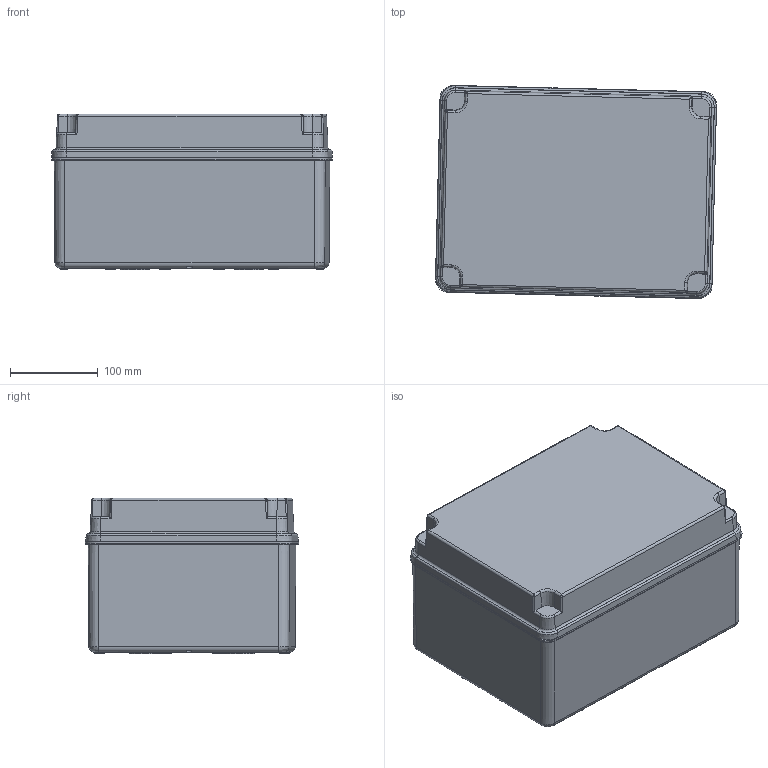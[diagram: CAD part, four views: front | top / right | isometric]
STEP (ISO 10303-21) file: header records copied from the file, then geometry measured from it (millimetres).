
FILE_DESCRIPTION((''),'2;1');
FILE_NAME('GW44119_ASM','2020-10-09T10:35:42',('user'),('Axiro Italia'),'CREO PARAMETRIC BY PTC INC, 2020074','CREO PARAMETRIC BY PTC INC, 2020074','');
FILE_SCHEMA(('CONFIG_CONTROL_DESIGN'));
Length unit declared in the file: millimetre
Products named in the file (3): 55910285E4XX_TAB_COPERCHIO_BASS; 55916357DXXX_FONDO_ALTO_CASS_IP; GW44119_ASM
Assembly tree (2 placements, depth 2):
  GW44119_ASM
    55910285E4XX_TAB_COPERCHIO_BASS
    55916357DXXX_FONDO_ALTO_CASS_IP
Bounding box: 321.06 x 243.58 x 178 mm (x, y, z)
Volume: 1314185 mm3; surface area: 712767.8 mm2
Topology: 2 solids, 2 shells, 1102 faces, 2940 edges, 1908 vertices
Faces by surface type: plane 742, cone 243, cylinder 57, bspline 36, torus 24
Entity records: 36170 total; most frequent: CARTESIAN_POINT 8569, ORIENTED_EDGE 5864, DIRECTION 5504, EDGE_CURVE 2932, VECTOR 2154, LINE 2154, VERTEX_POINT 1908, AXIS2_PLACEMENT_3D 1675
